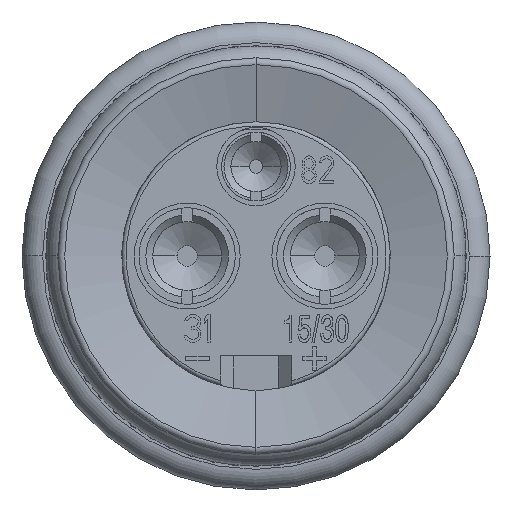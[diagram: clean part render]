
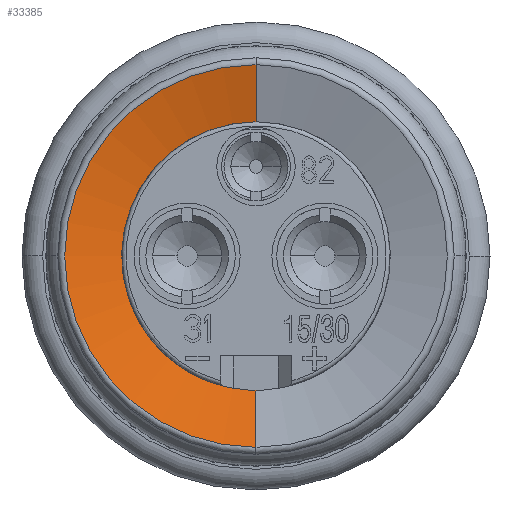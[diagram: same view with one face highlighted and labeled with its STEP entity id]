
A CAD part, front view. The second image highlights one B-rep face of the part: STEP entity #33385.
In plain terms, the highlighted conical face has half-angle 75 degrees and reference radius 11.823 mm.
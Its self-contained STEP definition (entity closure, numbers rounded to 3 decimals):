
#11424=CARTESIAN_POINT('',(0.,-7.755,0.));
#11425=DIRECTION('',(0.,-1.,0.));
#11426=DIRECTION('',(0.,0.,1.));
#11427=AXIS2_PLACEMENT_3D('',#11424,#11425,#11426);
#11434=DIRECTION('',(0.,-0.259,
-0.966));
#11435=VECTOR('',#11434,4.292);
#11436=CARTESIAN_POINT('',(0.,-6.644,-9.75));
#11437=LINE('',#11436,#11435);
#11438=CARTESIAN_POINT('',(0.,-6.644,0.));
#11439=DIRECTION('',(0.,-1.,0.));
#11440=DIRECTION('',(0.,0.,1.));
#11441=AXIS2_PLACEMENT_3D('',#11438,#11439,#11440);
#11461=DIRECTION('',(0.,-0.259,0.966));
#11462=VECTOR('',#11461,4.292);
#11463=CARTESIAN_POINT('',(0.,-6.644,9.75));
#11464=LINE('',#11463,#11462);
#11532=CARTESIAN_POINT('',(0.,-6.644,0.));
#11533=DIRECTION('',(0.,-1.,0.));
#11534=DIRECTION('',(-1.,0.,0.));
#11535=AXIS2_PLACEMENT_3D('',#11532,#11533,#11534);
#19230=CARTESIAN_POINT('',(0.,-7.755,
-13.896));
#19231=VERTEX_POINT('',#19230);
#19232=CARTESIAN_POINT('',(0.,-7.755,
13.896));
#19233=VERTEX_POINT('',#19232);
#19242=CARTESIAN_POINT('',(0.,-6.644,9.75));
#19243=CARTESIAN_POINT('',(-9.75,-6.644,0.));
#19244=VERTEX_POINT('',#19242);
#19245=VERTEX_POINT('',#19243);
#19248=CARTESIAN_POINT('',(0.,-6.644,-9.75));
#19249=VERTEX_POINT('',#19248);
#33369=CARTESIAN_POINT('',(0.,-7.199,0.));
#33370=DIRECTION('',(0.,-1.,0.));
#33371=DIRECTION('',(0.,0.,-1.));
#33372=AXIS2_PLACEMENT_3D('',#33369,#33370,#33371);
#33373=CONICAL_SURFACE('',#33372,11.823,75.);
#33375=ORIENTED_EDGE('',*,*,#33374,.T.);
#33377=ORIENTED_EDGE('',*,*,#33376,.T.);
#33379=ORIENTED_EDGE('',*,*,#33378,.T.);
#33380=ORIENTED_EDGE('',*,*,#33359,.F.);
#33382=ORIENTED_EDGE('',*,*,#33381,.F.);
#33383=EDGE_LOOP('',(#33375,#33377,#33379,#33380,#33382));
#33384=FACE_OUTER_BOUND('',#33383,.F.);
#33385=ADVANCED_FACE('',(#33384),#33373,.F.);
#11428=CIRCLE('',#11427,13.896);
#11442=CIRCLE('',#11441,9.75);
#11536=CIRCLE('',#11535,9.75);
#33359=EDGE_CURVE('',#19233,#19231,#11428,.T.);
#33374=EDGE_CURVE('',#19244,#19245,#11442,.T.);
#33376=EDGE_CURVE('',#19245,#19249,#11536,.T.);
#33378=EDGE_CURVE('',#19249,#19231,#11437,.T.);
#33381=EDGE_CURVE('',#19244,#19233,#11464,.T.);
